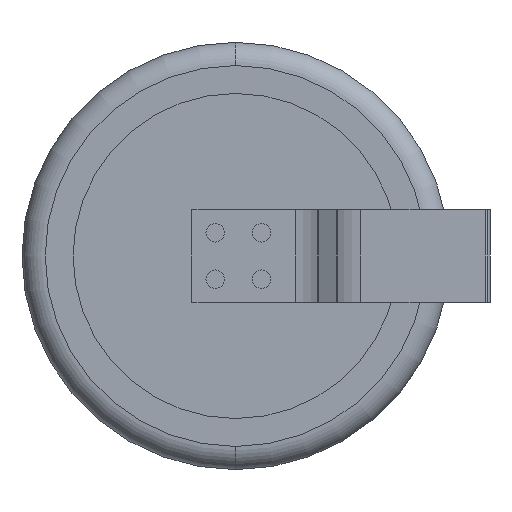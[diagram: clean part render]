
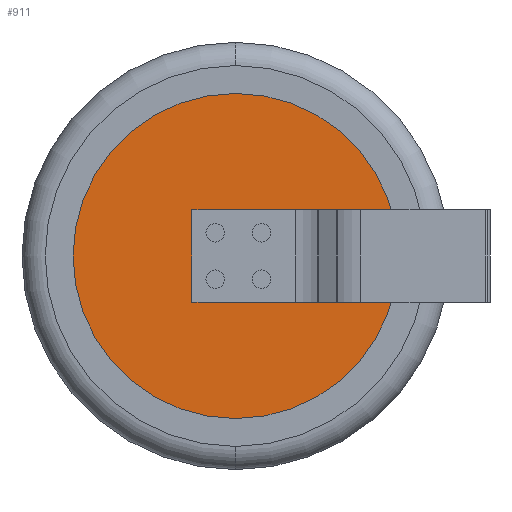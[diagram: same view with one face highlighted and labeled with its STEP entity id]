
A CAD part, left-side view. The second image highlights one B-rep face of the part: STEP entity #911.
In plain terms, the highlighted planar face has unit normal (-1, 0, 0).
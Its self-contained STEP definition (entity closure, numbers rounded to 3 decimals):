
#16 = DIRECTION ( 'NONE',  ( 0., 0., 1. ) ) ;
#97 = CARTESIAN_POINT ( 'NONE',  ( 0.1, 0., -7. ) ) ;
#157 = CARTESIAN_POINT ( 'NONE',  ( 0.1, 1.882, 2. ) ) ;
#165 = LINE ( 'NONE', #502, #2355 ) ;
#426 = VECTOR ( 'NONE', #3693, 1000. ) ;
#497 = LINE ( 'NONE', #157, #426 ) ;
#502 = CARTESIAN_POINT ( 'NONE',  ( 0.1, -2.582, -2. ) ) ;
#531 = VERTEX_POINT ( 'NONE', #1179 ) ;
#630 = VECTOR ( 'NONE', #931, 1000. ) ;
#668 = DIRECTION ( 'NONE',  ( -1., 0., 0. ) ) ;
#671 = DIRECTION ( 'NONE',  ( -1., 0., 0. ) ) ;
#828 = VERTEX_POINT ( 'NONE', #97 ) ;
#845 = VERTEX_POINT ( 'NONE', #3255 ) ;
#911 = ADVANCED_FACE ( 'NONE', ( #4468, #2381 ), #1317, .T. ) ;
#931 = DIRECTION ( 'NONE',  ( 0., -1., 0. ) ) ;
#1179 = CARTESIAN_POINT ( 'NONE',  ( 0.1, -2.582, 2. ) ) ;
#1206 = EDGE_CURVE ( 'NONE', #845, #3308, #3710, .T. ) ;
#1219 = ORIENTED_EDGE ( 'NONE', *, *, #1206, .F. ) ;
#1251 = VECTOR ( 'NONE', #3429, 1000. ) ;
#1317 = PLANE ( 'NONE',  #3870 ) ;
#1402 = CARTESIAN_POINT ( 'NONE',  ( 0.1, 0., 0. ) ) ;
#1432 = DIRECTION ( 'NONE',  ( -1., 0., 0. ) ) ;
#1692 = AXIS2_PLACEMENT_3D ( 'NONE', #3160, #668, #16 ) ;
#1927 = EDGE_CURVE ( 'NONE', #2311, #531, #497, .T. ) ;
#1942 = ORIENTED_EDGE ( 'NONE', *, *, #2512, .F. ) ;
#2033 = CARTESIAN_POINT ( 'NONE',  ( 0.1, 1.882, -2. ) ) ;
#2046 = DIRECTION ( 'NONE',  ( 0., 0., 1. ) ) ;
#2177 = CARTESIAN_POINT ( 'NONE',  ( 0.1, 1.882, 2. ) ) ;
#2218 = ORIENTED_EDGE ( 'NONE', *, *, #1927, .T. ) ;
#2228 = EDGE_CURVE ( 'NONE', #828, #2740, #4542, .T. ) ;
#2311 = VERTEX_POINT ( 'NONE', #2177 ) ;
#2355 = VECTOR ( 'NONE', #2887, 1000. ) ;
#2381 = FACE_BOUND ( 'NONE', #4428, .T. ) ;
#2437 = CIRCLE ( 'NONE', #1692, 7. ) ;
#2512 = EDGE_CURVE ( 'NONE', #2311, #845, #3082, .T. ) ;
#2640 = EDGE_LOOP ( 'NONE', ( #4422, #3161 ) ) ;
#2740 = VERTEX_POINT ( 'NONE', #3533 ) ;
#2793 = DIRECTION ( 'NONE',  ( 0., 0., 1. ) ) ;
#2859 = EDGE_CURVE ( 'NONE', #531, #3308, #165, .T. ) ;
#2887 = DIRECTION ( 'NONE',  ( 0., 0., -1. ) ) ;
#3082 = LINE ( 'NONE', #2033, #1251 ) ;
#3110 = CARTESIAN_POINT ( 'NONE',  ( 0.1, -2.582, -2. ) ) ;
#3160 = CARTESIAN_POINT ( 'NONE',  ( 0.1, 0., 0. ) ) ;
#3161 = ORIENTED_EDGE ( 'NONE', *, *, #2228, .T. ) ;
#3255 = CARTESIAN_POINT ( 'NONE',  ( 0.1, 1.882, -2. ) ) ;
#3277 = EDGE_CURVE ( 'NONE', #2740, #828, #2437, .T. ) ;
#3308 = VERTEX_POINT ( 'NONE', #3110 ) ;
#3429 = DIRECTION ( 'NONE',  ( 0., 0., -1. ) ) ;
#3533 = CARTESIAN_POINT ( 'NONE',  ( 0.1, 0., 7. ) ) ;
#3552 = CARTESIAN_POINT ( 'NONE',  ( 0.1, 0., 0. ) ) ;
#3588 = ORIENTED_EDGE ( 'NONE', *, *, #2859, .T. ) ;
#3688 = CARTESIAN_POINT ( 'NONE',  ( 0.1, 1.882, -2. ) ) ;
#3693 = DIRECTION ( 'NONE',  ( 0., -1., 0. ) ) ;
#3710 = LINE ( 'NONE', #3688, #630 ) ;
#3870 = AXIS2_PLACEMENT_3D ( 'NONE', #1402, #671, #2046 ) ;
#4249 = AXIS2_PLACEMENT_3D ( 'NONE', #3552, #1432, #2793 ) ;
#4422 = ORIENTED_EDGE ( 'NONE', *, *, #3277, .T. ) ;
#4428 = EDGE_LOOP ( 'NONE', ( #1219, #1942, #2218, #3588 ) ) ;
#4468 = FACE_OUTER_BOUND ( 'NONE', #2640, .T. ) ;
#4542 = CIRCLE ( 'NONE', #4249, 7. ) ;
